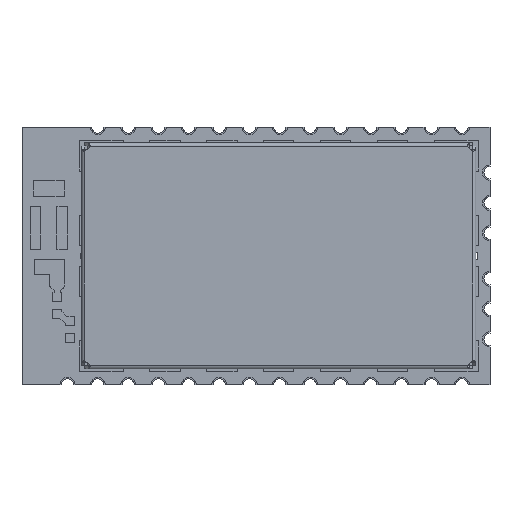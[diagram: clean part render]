
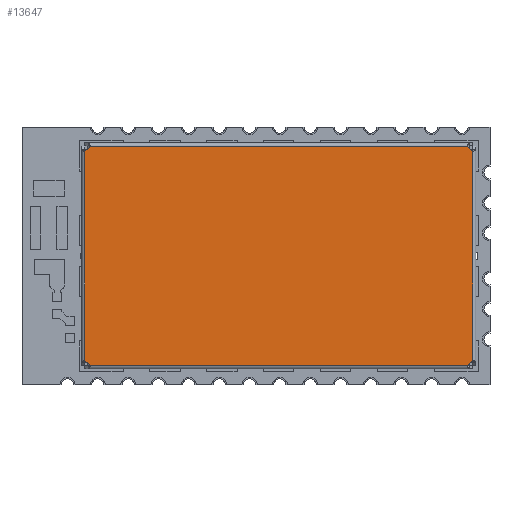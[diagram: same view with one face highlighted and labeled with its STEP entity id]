
A CAD part, top view. The second image highlights one B-rep face of the part: STEP entity #13647.
In plain terms, the highlighted planar face has unit normal (0, 0, 1).
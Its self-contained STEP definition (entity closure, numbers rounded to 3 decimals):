
#1310=LINE('',#20902,#2662);
#1311=LINE('',#20905,#2663);
#1312=LINE('',#20907,#2664);
#1313=LINE('',#20909,#2665);
#1314=LINE('',#20911,#2666);
#1315=LINE('',#20913,#2667);
#1316=LINE('',#20915,#2668);
#1317=LINE('',#20917,#2669);
#2662=VECTOR('',#17200,1000.);
#2663=VECTOR('',#17201,1000.);
#2664=VECTOR('',#17202,1000.);
#2665=VECTOR('',#17203,1000.);
#2666=VECTOR('',#17204,1000.);
#2667=VECTOR('',#17205,1000.);
#2668=VECTOR('',#17206,1000.);
#2669=VECTOR('',#17207,1000.);
#5331=ORIENTED_EDGE('',*,*,#7556,.F.);
#5332=ORIENTED_EDGE('',*,*,#7557,.F.);
#5333=ORIENTED_EDGE('',*,*,#7558,.T.);
#5334=ORIENTED_EDGE('',*,*,#7559,.T.);
#5335=ORIENTED_EDGE('',*,*,#7560,.T.);
#5336=ORIENTED_EDGE('',*,*,#7561,.F.);
#5337=ORIENTED_EDGE('',*,*,#7562,.F.);
#5338=ORIENTED_EDGE('',*,*,#7563,.T.);
#7556=EDGE_CURVE('',#8825,#8826,#1310,.T.);
#7557=EDGE_CURVE('',#8827,#8825,#1311,.T.);
#7558=EDGE_CURVE('',#8827,#8828,#1312,.T.);
#7559=EDGE_CURVE('',#8828,#8829,#1313,.T.);
#7560=EDGE_CURVE('',#8829,#8830,#1314,.T.);
#7561=EDGE_CURVE('',#8831,#8830,#1315,.T.);
#7562=EDGE_CURVE('',#8832,#8831,#1316,.T.);
#7563=EDGE_CURVE('',#8832,#8826,#1317,.T.);
#8825=VERTEX_POINT('',#20903);
#8826=VERTEX_POINT('',#20904);
#8827=VERTEX_POINT('',#20906);
#8828=VERTEX_POINT('',#20908);
#8829=VERTEX_POINT('',#20910);
#8830=VERTEX_POINT('',#20912);
#8831=VERTEX_POINT('',#20914);
#8832=VERTEX_POINT('',#20916);
#9911=EDGE_LOOP('',(#5331,#5332,#5333,#5334,#5335,#5336,#5337,#5338));
#10713=FACE_BOUND('',#9911,.T.);
#11360=PLANE('',#14642);
#13647=ADVANCED_FACE('',(#10713),#11360,.F.);
#14642=AXIS2_PLACEMENT_3D('',#20901,#17198,#17199);
#17198=DIRECTION('',(0.,0.,-1.));
#17199=DIRECTION('',(-1.,0.,0.));
#17200=DIRECTION('',(1.,0.,0.));
#17201=DIRECTION('',(0.707,0.707,0.));
#17202=DIRECTION('',(0.,-1.,0.));
#17203=DIRECTION('',(0.707,-0.707,0.));
#17204=DIRECTION('',(1.,0.,0.));
#17205=DIRECTION('',(-0.707,-0.707,0.));
#17206=DIRECTION('',(0.,-1.,0.));
#17207=DIRECTION('',(-0.707,0.707,0.));
#20901=CARTESIAN_POINT('',(-13.,7.23,2.));
#20902=CARTESIAN_POINT('',(-13.,7.23,2.));
#20903=CARTESIAN_POINT('',(-12.426,7.23,2.));
#20904=CARTESIAN_POINT('',(12.426,7.23,2.));
#20905=CARTESIAN_POINT('',(-12.78,6.876,2.));
#20906=CARTESIAN_POINT('',(-12.78,6.876,2.));
#20907=CARTESIAN_POINT('',(-12.78,7.23,2.));
#20908=CARTESIAN_POINT('',(-12.78,-6.876,2.));
#20909=CARTESIAN_POINT('',(-12.78,-6.876,2.));
#20910=CARTESIAN_POINT('',(-12.426,-7.23,2.));
#20911=CARTESIAN_POINT('',(-13.,-7.23,2.));
#20912=CARTESIAN_POINT('',(12.426,-7.23,2.));
#20913=CARTESIAN_POINT('',(12.78,-6.876,2.));
#20914=CARTESIAN_POINT('',(12.78,-6.876,2.));
#20915=CARTESIAN_POINT('',(12.78,7.23,2.));
#20916=CARTESIAN_POINT('',(12.78,6.876,2.));
#20917=CARTESIAN_POINT('',(12.78,6.876,2.));
